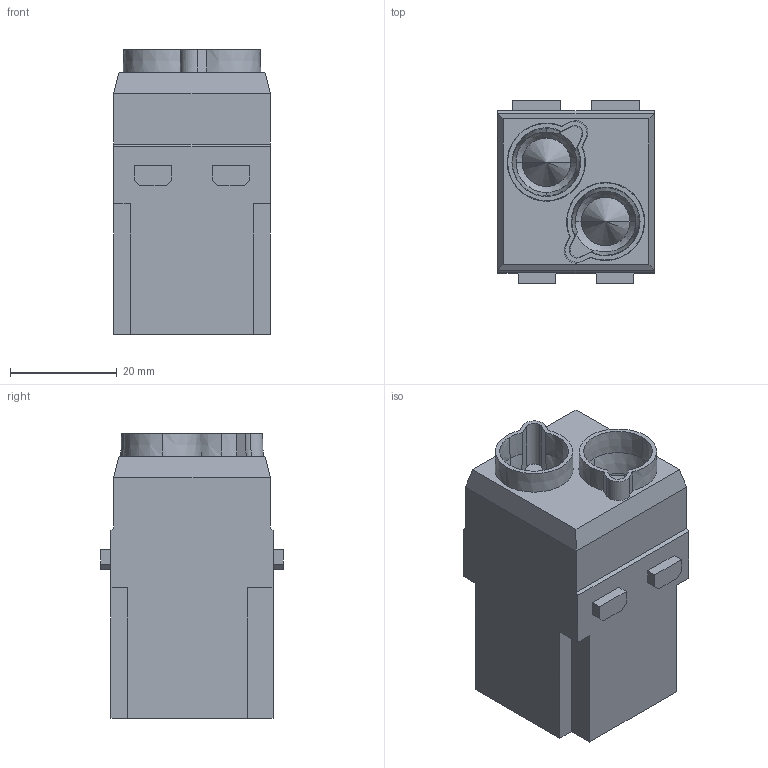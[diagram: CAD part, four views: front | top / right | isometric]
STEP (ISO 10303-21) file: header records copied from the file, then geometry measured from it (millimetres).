
FILE_DESCRIPTION(('CATIA V5 STEP Exchange','CAx-IF Rec.Pracs.--- Model Styling and Organization---1.4--- 2014-01-23'),'2;1');
FILE_NAME ('1255365-1_1', '2021-01-27T07:13:24+00:00', ('none'), ('Weidmueller'), 'CATIA Version 5-6 Release 2016 SP3 HF44', 'CATIA V5 STEP AP214', 'none');
FILE_SCHEMA(('AUTOMOTIVE_DESIGN { 1 0 10303 214 1 1 1 1 }'));
Length unit declared in the file: millimetre
Products named in the file (1): 2748280000
Bounding box: 29.3 x 34.1 x 53.25 mm (x, y, z)
Volume: 30152.7 mm3; surface area: 19302.7 mm2
Topology: 3 solids, 3 shells, 196 faces, 496 edges, 324 vertices
Faces by surface type: plane 108, cone 36, cylinder 32, extrusion 20
Entity records: 6469 total; most frequent: CARTESIAN_POINT 1972, ORIENTED_EDGE 984, DIRECTION 742, EDGE_CURVE 492, VECTOR 334, VERTEX_POINT 324, LINE 314, AXIS2_PLACEMENT_3D 251
